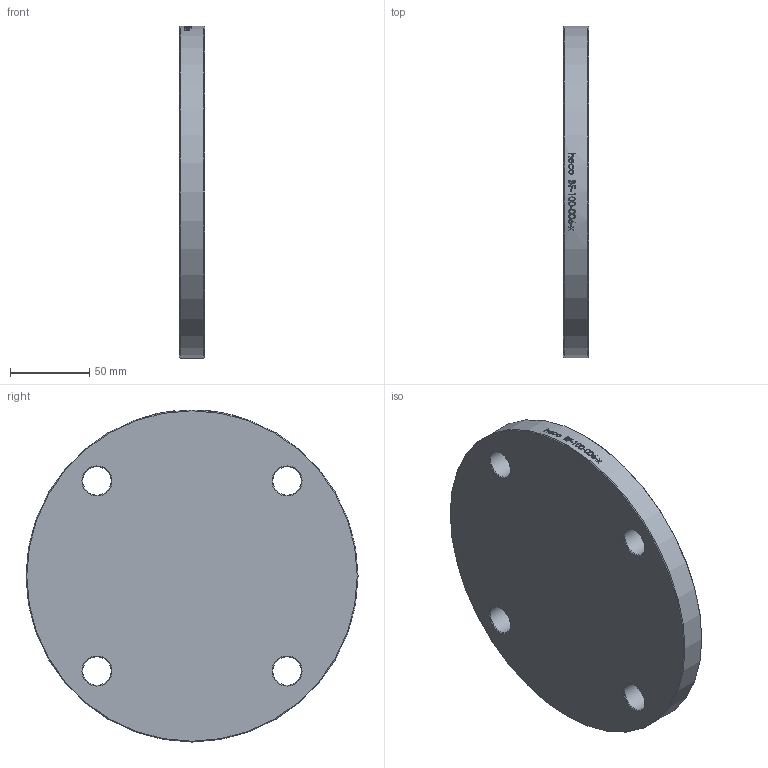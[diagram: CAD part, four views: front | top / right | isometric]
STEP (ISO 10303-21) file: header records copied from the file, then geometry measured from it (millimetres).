
FILE_DESCRIPTION (( 'STEP AP214' ), '1' );
FILE_NAME ('BF-100-006-x Blindflansch PN6 DIN2527 EN1092 2103.STEP', '2021-03-03T11:32:47', ( '' ), ( '' ), 'SwSTEP 2.0', 'SolidWorks 2019', '' );
FILE_SCHEMA (( 'AUTOMOTIVE_DESIGN' ));
Length unit declared in the file: millimetre
Products named in the file (1): BF-100-006-x Blindflansch PN6 DIN2527 EN1092 2103
Bounding box: 16 x 210 x 210 mm (x, y, z)
Volume: 537838.2 mm3; surface area: 80899.1 mm2
Topology: 1 solids, 1 shells, 42 faces, 194 edges, 179 vertices
Faces by surface type: cylinder 30, cone 10, plane 2
Full cylindrical faces by diameter (mm): 18 x4, 210 x1
Entity records: 5154 total; most frequent: CARTESIAN_POINT 3488, ORIENTED_EDGE 348, DIRECTION 205, VERTEX_POINT 174, EDGE_CURVE 174, B_SPLINE_CURVE_WITH_KNOTS 104, AXIS2_PLACEMENT_3D 92, EDGE_LOOP 90
